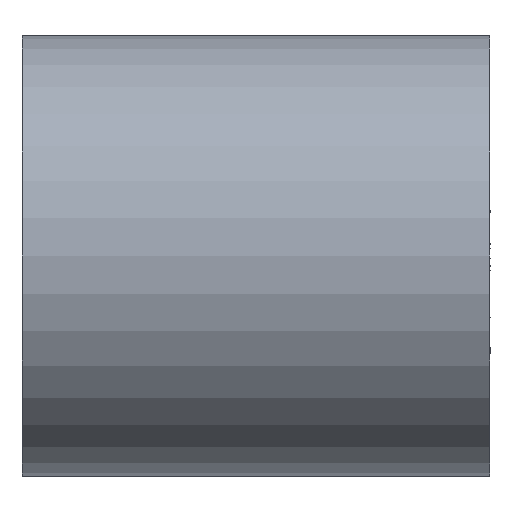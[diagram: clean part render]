
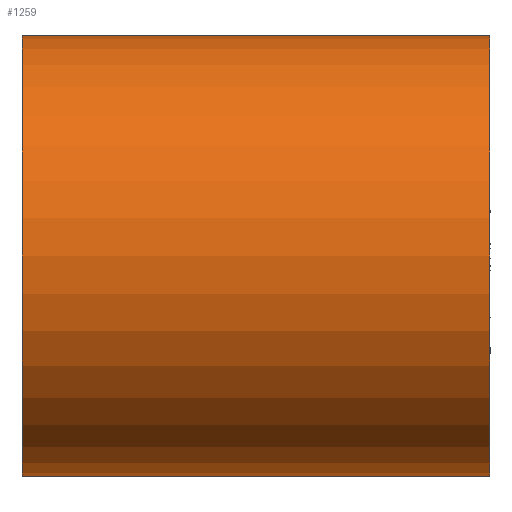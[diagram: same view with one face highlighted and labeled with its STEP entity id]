
A CAD part, front view. The second image highlights one B-rep face of the part: STEP entity #1259.
In plain terms, the highlighted cylindrical face has radius 50.8 mm (diameter 101.6 mm), a partial arc.
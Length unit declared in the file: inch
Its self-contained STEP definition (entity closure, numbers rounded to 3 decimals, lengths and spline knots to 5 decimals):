
#197 = DIRECTION ( 'NONE',  ( -1., 0., 0. ) ) ;
#276 = DIRECTION ( 'NONE',  ( -1., 0., 0. ) ) ;
#310 = CARTESIAN_POINT ( 'NONE',  ( 0., 0., -2. ) ) ;
#311 = EDGE_CURVE ( 'NONE', #3566, #348, #1154, .T. ) ;
#331 = DIRECTION ( 'NONE',  ( -1., 0., 0. ) ) ;
#348 = VERTEX_POINT ( 'NONE', #3448 ) ;
#528 = EDGE_LOOP ( 'NONE', ( #1917, #1581, #3925, #3348 ) ) ;
#547 = CARTESIAN_POINT ( 'NONE',  ( 0., 0., -2. ) ) ;
#685 = DIRECTION ( 'NONE',  ( -1., 0., 0. ) ) ;
#841 = CYLINDRICAL_SURFACE ( 'NONE', #3222, 2. ) ;
#869 = CARTESIAN_POINT ( 'NONE',  ( 0., 0., 2. ) ) ;
#1079 = LINE ( 'NONE', #2320, #2019 ) ;
#1085 = AXIS2_PLACEMENT_3D ( 'NONE', #3740, #197, #1857 ) ;
#1104 = VECTOR ( 'NONE', #276, 39.37008 ) ;
#1110 = CARTESIAN_POINT ( 'NONE',  ( 4.25, 0., -2. ) ) ;
#1131 = EDGE_CURVE ( 'NONE', #348, #1760, #1079, .T. ) ;
#1154 = CIRCLE ( 'NONE', #1085, 2. ) ;
#1259 = ADVANCED_FACE ( 'NONE', ( #2410 ), #841, .T. ) ;
#1459 = VERTEX_POINT ( 'NONE', #310 ) ;
#1460 = CARTESIAN_POINT ( 'NONE',  ( 0., 0., 0. ) ) ;
#1581 = ORIENTED_EDGE ( 'NONE', *, *, #311, .T. ) ;
#1715 = DIRECTION ( 'NONE',  ( -1., 0., 0. ) ) ;
#1760 = VERTEX_POINT ( 'NONE', #869 ) ;
#1857 = DIRECTION ( 'NONE',  ( 0., 0., 1. ) ) ;
#1917 = ORIENTED_EDGE ( 'NONE', *, *, #2674, .F. ) ;
#2019 = VECTOR ( 'NONE', #685, 39.37008 ) ;
#2320 = CARTESIAN_POINT ( 'NONE',  ( 0., 0., 2. ) ) ;
#2410 = FACE_OUTER_BOUND ( 'NONE', #528, .T. ) ;
#2518 = LINE ( 'NONE', #547, #1104 ) ;
#2674 = EDGE_CURVE ( 'NONE', #3566, #1459, #2518, .T. ) ;
#2891 = DIRECTION ( 'NONE',  ( 0., 0., 1. ) ) ;
#2974 = EDGE_CURVE ( 'NONE', #1459, #1760, #4031, .T. ) ;
#2992 = CARTESIAN_POINT ( 'NONE',  ( 0., 0., 0. ) ) ;
#3222 = AXIS2_PLACEMENT_3D ( 'NONE', #1460, #1715, #4007 ) ;
#3240 = AXIS2_PLACEMENT_3D ( 'NONE', #2992, #331, #2891 ) ;
#3348 = ORIENTED_EDGE ( 'NONE', *, *, #2974, .F. ) ;
#3448 = CARTESIAN_POINT ( 'NONE',  ( 4.25, 0., 2. ) ) ;
#3566 = VERTEX_POINT ( 'NONE', #1110 ) ;
#3740 = CARTESIAN_POINT ( 'NONE',  ( 4.25, 0., 0. ) ) ;
#3925 = ORIENTED_EDGE ( 'NONE', *, *, #1131, .T. ) ;
#4007 = DIRECTION ( 'NONE',  ( 0., 0., 1. ) ) ;
#4031 = CIRCLE ( 'NONE', #3240, 2. ) ;
